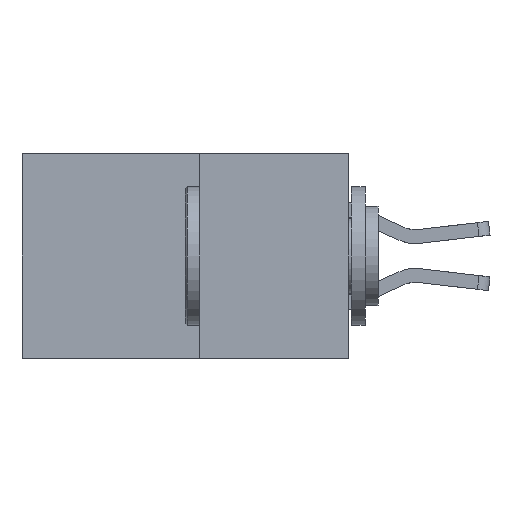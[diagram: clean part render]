
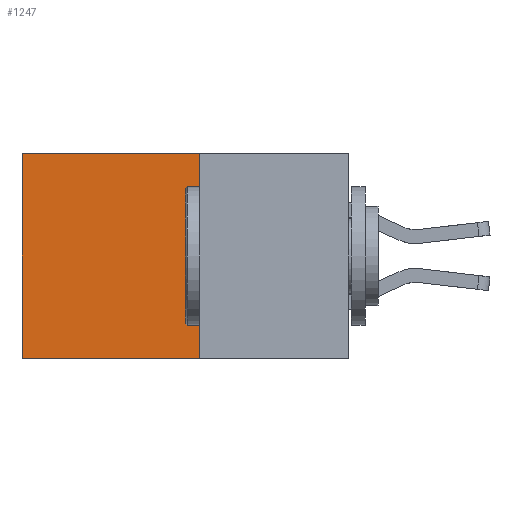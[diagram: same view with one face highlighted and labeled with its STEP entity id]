
A CAD part, left-side view. The second image highlights one B-rep face of the part: STEP entity #1247.
In plain terms, the highlighted planar face has unit normal (-1, 0, 0).
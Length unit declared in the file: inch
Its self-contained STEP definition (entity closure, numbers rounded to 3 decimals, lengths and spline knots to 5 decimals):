
#632 = EDGE_LOOP ( 'NONE', ( #3383, #8324, #6168, #8603 ) ) ;
#1052 = EDGE_CURVE ( 'NONE', #9344, #8119, #11183, .T. ) ;
#1247 = ADVANCED_FACE ( 'NONE', ( #1764 ), #3322, .F. ) ;
#1764 = FACE_OUTER_BOUND ( 'NONE', #632, .T. ) ;
#1839 = CARTESIAN_POINT ( 'NONE',  ( 0.277, 0.27, 0. ) ) ;
#1875 = LINE ( 'NONE', #4988, #6609 ) ;
#1922 = VECTOR ( 'NONE', #7945, 39.37008 ) ;
#2594 = EDGE_CURVE ( 'NONE', #9344, #4436, #1875, .T. ) ;
#2889 = CARTESIAN_POINT ( 'NONE',  ( 0.277, 0.27, -0.37 ) ) ;
#3311 = DIRECTION ( 'NONE',  ( 1., 0., 0. ) ) ;
#3322 = PLANE ( 'NONE',  #8131 ) ;
#3383 = ORIENTED_EDGE ( 'NONE', *, *, #8712, .T. ) ;
#4208 = LINE ( 'NONE', #6850, #8878 ) ;
#4436 = VERTEX_POINT ( 'NONE', #10700 ) ;
#4988 = CARTESIAN_POINT ( 'NONE',  ( 0.277, 0.27, 0. ) ) ;
#5471 = VERTEX_POINT ( 'NONE', #9010 ) ;
#5852 = CARTESIAN_POINT ( 'NONE',  ( 0.277, 0.27, -0.37 ) ) ;
#6168 = ORIENTED_EDGE ( 'NONE', *, *, #1052, .F. ) ;
#6505 = DIRECTION ( 'NONE',  ( 0., 1., 0. ) ) ;
#6609 = VECTOR ( 'NONE', #6505, 39.37008 ) ;
#6786 = DIRECTION ( 'NONE',  ( 0., 1., 0. ) ) ;
#6850 = CARTESIAN_POINT ( 'NONE',  ( 0.277, 0.59, -0.37 ) ) ;
#7547 = DIRECTION ( 'NONE',  ( 0., 0., -1. ) ) ;
#7770 = DIRECTION ( 'NONE',  ( 0., 0., -1. ) ) ;
#7859 = EDGE_CURVE ( 'NONE', #8119, #5471, #11894, .T. ) ;
#7945 = DIRECTION ( 'NONE',  ( 0., 0., -1. ) ) ;
#8119 = VERTEX_POINT ( 'NONE', #8931 ) ;
#8131 = AXIS2_PLACEMENT_3D ( 'NONE', #2889, #3311, #7547 ) ;
#8324 = ORIENTED_EDGE ( 'NONE', *, *, #7859, .F. ) ;
#8603 = ORIENTED_EDGE ( 'NONE', *, *, #2594, .T. ) ;
#8712 = EDGE_CURVE ( 'NONE', #4436, #5471, #4208, .T. ) ;
#8878 = VECTOR ( 'NONE', #7770, 39.37008 ) ;
#8931 = CARTESIAN_POINT ( 'NONE',  ( 0.277, 0.27, -0.37 ) ) ;
#9010 = CARTESIAN_POINT ( 'NONE',  ( 0.277, 0.59, -0.37 ) ) ;
#9265 = CARTESIAN_POINT ( 'NONE',  ( 0.277, 0.27, -0.37 ) ) ;
#9314 = VECTOR ( 'NONE', #6786, 39.37008 ) ;
#9344 = VERTEX_POINT ( 'NONE', #1839 ) ;
#10700 = CARTESIAN_POINT ( 'NONE',  ( 0.277, 0.59, 0. ) ) ;
#11183 = LINE ( 'NONE', #9265, #1922 ) ;
#11894 = LINE ( 'NONE', #5852, #9314 ) ;
